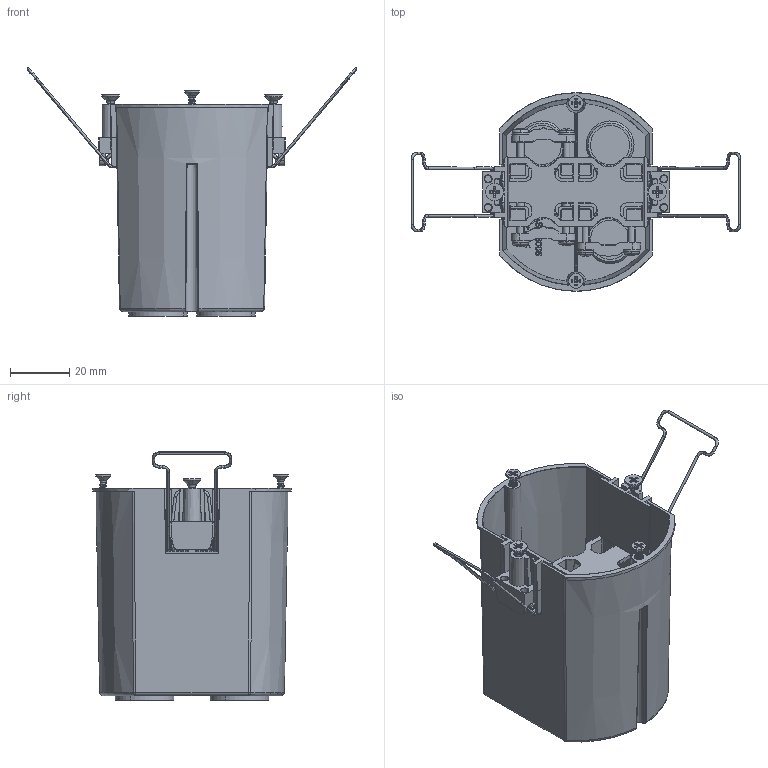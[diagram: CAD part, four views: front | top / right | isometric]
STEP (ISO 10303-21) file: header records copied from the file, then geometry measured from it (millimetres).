
FILE_DESCRIPTION(('CATIA V5 STEP'),'2;1');
FILE_NAME('ZG02271100-ASSY-SET_FLAT_08_PBOX-CLIP_H=44,0.stp','2024-07-11T11:16:32+00:00',('none'),('none'),'CATIA Version 5 Release 19 SP 3 (IN-10)','CATIA V5 STEP AP214','none');
FILE_SCHEMA(('AUTOMOTIVE_DESIGN { 1 0 10303 214 1 1 1 1 }'));
Products named in the file (10): ZG02271100-ASSY-SET_FLAT_08_PBOX-CLIP_H=44,0; MT02209300_C-SERIE_08_24_PBOX-CLIP_H=44,0; MT02209700_C-SERIE_08_24_PBOX-CLIP_H=44,0_CABLE-CLAMP; SM02275300_C-SERIE_08_24_PBOX-CLIP_SPRING-II; Symmetry of SM02275300_C-SERIE_08_24_PBOX-CLIP_SPRING-II; SM00030000_STSplus_30x14-6_H_Gr_1; SM02181300_KN6041-STSplus-30x8-H1; AN00600500E01_DE-DOSE_II; MT00096400_NYM_STOPFEN_PK; SM02271500_KN6041-STSplus-25x16-H1
Assembly tree (20 placements, depth 2):
  ZG02271100-ASSY-SET_FLAT_08_PBOX-CLIP_H=44,0
    MT02209300_C-SERIE_08_24_PBOX-CLIP_H=44,0
    MT02209700_C-SERIE_08_24_PBOX-CLIP_H=44,0_CABLE-CLAMP  x3
    SM02275300_C-SERIE_08_24_PBOX-CLIP_SPRING-II
    Symmetry of SM02275300_C-SERIE_08_24_PBOX-CLIP_SPRING-II
    SM00030000_STSplus_30x14-6_H_Gr_1  x6
    SM02181300_KN6041-STSplus-30x8-H1  x2
    AN00600500E01_DE-DOSE_II
    MT00096400_NYM_STOPFEN_PK  x3
    SM02271500_KN6041-STSplus-25x16-H1  x2
Bounding box: 111.36 x 67 x 83.84 mm (x, y, z)
Volume: 30579.8 mm3; surface area: 53982.9 mm2
Topology: 20 solids, 20 shells, 3579 faces, 9266 edges, 5648 vertices
Faces by surface type: plane 1193, cylinder 920, bspline 790, cone 342, torus 202, sphere 132
Entity records: 113816 total; most frequent: CARTESIAN_POINT 52963, ORIENTED_EDGE 12936, EDGE_CURVE 6468, DIRECTION 6361, VERTEX_POINT 4051, B_SPLINE_CURVE_WITH_KNOTS 2812, EDGE_LOOP 2603, VECTOR 2537
